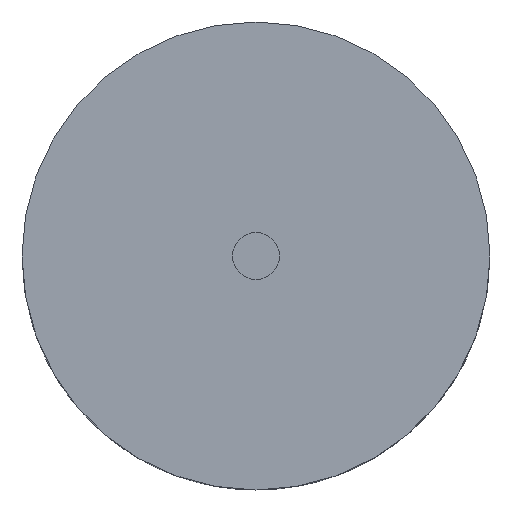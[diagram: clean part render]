
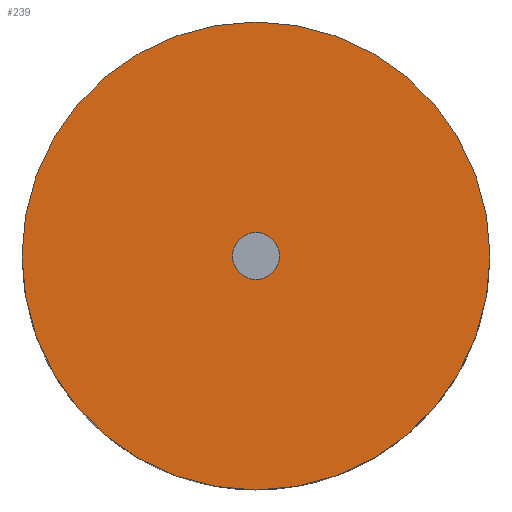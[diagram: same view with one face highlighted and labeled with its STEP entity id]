
A CAD part, front view. The second image highlights one B-rep face of the part: STEP entity #239.
In plain terms, the highlighted planar face has unit normal (0, -1, 0).
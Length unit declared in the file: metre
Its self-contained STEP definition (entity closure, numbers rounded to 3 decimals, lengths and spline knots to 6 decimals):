
#4 = FACE_BOUND ( 'NONE', #154, .T. ) ;
#13 = CARTESIAN_POINT ( 'NONE',  ( 0., -0.2, 0. ) ) ;
#28 = AXIS2_PLACEMENT_3D ( 'NONE', #431, #205, #680 ) ;
#43 = CIRCLE ( 'NONE', #163, 0.01 ) ;
#83 = EDGE_CURVE ( 'NONE', #123, #626, #201, .T. ) ;
#85 = VERTEX_POINT ( 'NONE', #609 ) ;
#109 = PLANE ( 'NONE',  #238 ) ;
#113 = DIRECTION ( 'NONE',  ( 1., 0., 0. ) ) ;
#123 = VERTEX_POINT ( 'NONE', #323 ) ;
#154 = EDGE_LOOP ( 'NONE', ( #277, #342 ) ) ;
#163 = AXIS2_PLACEMENT_3D ( 'NONE', #416, #209, #264 ) ;
#183 = EDGE_CURVE ( 'NONE', #409, #85, #208, .T. ) ;
#201 = CIRCLE ( 'NONE', #28, 0.01 ) ;
#205 = DIRECTION ( 'NONE',  ( 0., -1., 0. ) ) ;
#208 = CIRCLE ( 'NONE', #661, 0.1 ) ;
#209 = DIRECTION ( 'NONE',  ( 0., -1., 0. ) ) ;
#218 = DIRECTION ( 'NONE',  ( 1., 0., 0. ) ) ;
#238 = AXIS2_PLACEMENT_3D ( 'NONE', #13, #275, #113 ) ;
#239 = ADVANCED_FACE ( 'NONE', ( #4, #586 ), #109, .F. ) ;
#264 = DIRECTION ( 'NONE',  ( -1., 0., 0. ) ) ;
#275 = DIRECTION ( 'NONE',  ( 0., 1., 0. ) ) ;
#277 = ORIENTED_EDGE ( 'NONE', *, *, #83, .F. ) ;
#299 = CARTESIAN_POINT ( 'NONE',  ( -0.1, -0.2, 0. ) ) ;
#302 = DIRECTION ( 'NONE',  ( 0., 1., 0. ) ) ;
#323 = CARTESIAN_POINT ( 'NONE',  ( -0.01, -0.2, 0. ) ) ;
#342 = ORIENTED_EDGE ( 'NONE', *, *, #444, .F. ) ;
#406 = CARTESIAN_POINT ( 'NONE',  ( 0.01, -0.2, 0. ) ) ;
#408 = AXIS2_PLACEMENT_3D ( 'NONE', #625, #302, #429 ) ;
#409 = VERTEX_POINT ( 'NONE', #299 ) ;
#416 = CARTESIAN_POINT ( 'NONE',  ( 0., -0.2, 0. ) ) ;
#429 = DIRECTION ( 'NONE',  ( 1., 0., 0. ) ) ;
#431 = CARTESIAN_POINT ( 'NONE',  ( 0., -0.2, 0. ) ) ;
#437 = CIRCLE ( 'NONE', #408, 0.1 ) ;
#444 = EDGE_CURVE ( 'NONE', #626, #123, #43, .T. ) ;
#447 = ORIENTED_EDGE ( 'NONE', *, *, #492, .F. ) ;
#459 = EDGE_LOOP ( 'NONE', ( #628, #447 ) ) ;
#489 = DIRECTION ( 'NONE',  ( 0., 1., 0. ) ) ;
#492 = EDGE_CURVE ( 'NONE', #85, #409, #437, .T. ) ;
#537 = CARTESIAN_POINT ( 'NONE',  ( 0., -0.2, 0. ) ) ;
#586 = FACE_OUTER_BOUND ( 'NONE', #459, .T. ) ;
#609 = CARTESIAN_POINT ( 'NONE',  ( 0.1, -0.2, 0. ) ) ;
#625 = CARTESIAN_POINT ( 'NONE',  ( 0., -0.2, 0. ) ) ;
#626 = VERTEX_POINT ( 'NONE', #406 ) ;
#628 = ORIENTED_EDGE ( 'NONE', *, *, #183, .F. ) ;
#661 = AXIS2_PLACEMENT_3D ( 'NONE', #537, #489, #218 ) ;
#680 = DIRECTION ( 'NONE',  ( -1., 0., 0. ) ) ;
